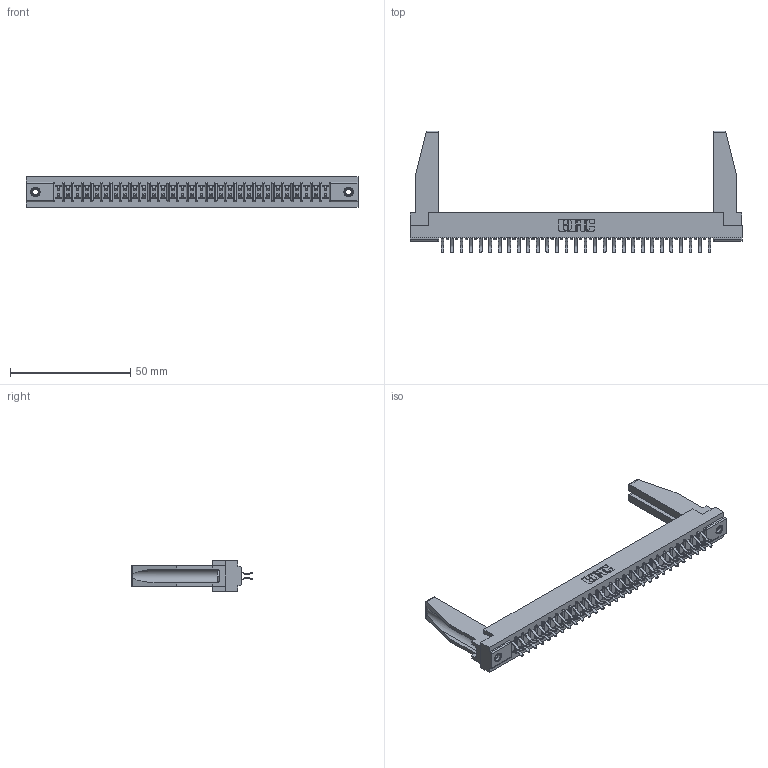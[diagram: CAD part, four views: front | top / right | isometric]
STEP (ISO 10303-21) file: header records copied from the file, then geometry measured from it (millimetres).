
FILE_DESCRIPTION (( 'STEP AP203' ), '1' );
FILE_NAME ('357-058-556-278.STEP', '2019-09-19T05:37:36', ( '' ), ( '' ), 'SwSTEP 2.0', 'SolidWorks 2016', '' );
FILE_SCHEMA (( 'CONFIG_CONTROL_DESIGN' ));
Length unit declared in the file: inch
Products named in the file (5): 357-058-556-278; 307-220-078; 345-250-001_345-250-001-102; 307 Part_.156 Dia Mounting Holes; 307-290-001_556
Assembly tree (63 placements, depth 2):
  357-058-556-278
    307 Part_.156 Dia Mounting Holes
    307-290-001_556  x58
    307-220-078  x2
    345-250-001_345-250-001-102  x2
Bounding box: 137.92 x 50.67 x 12.7 mm (x, y, z)
Volume: 18557.1 mm3; surface area: 21230.9 mm2
Topology: 63 solids, 63 shells, 3178 faces, 8889 edges, 5758 vertices
Faces by surface type: plane 2068, cylinder 1034, sphere 60, cone 12, torus 4
Entity records: 29935 total; most frequent: CARTESIAN_POINT 4911, ORIENTED_EDGE 4824, DIRECTION 4770, EDGE_CURVE 2412, LINE 1848, VECTOR 1848, VERTEX_POINT 1560, AXIS2_PLACEMENT_3D 1461
